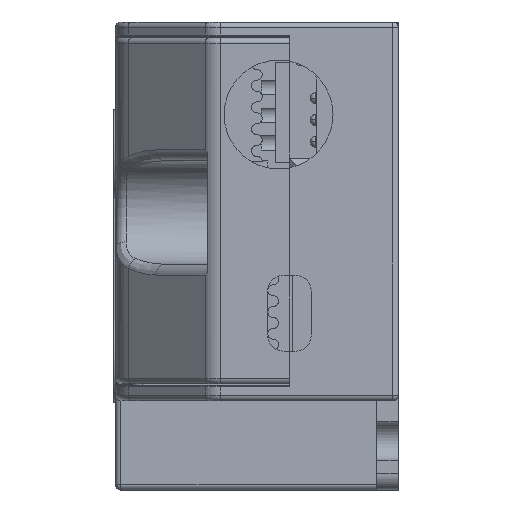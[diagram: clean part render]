
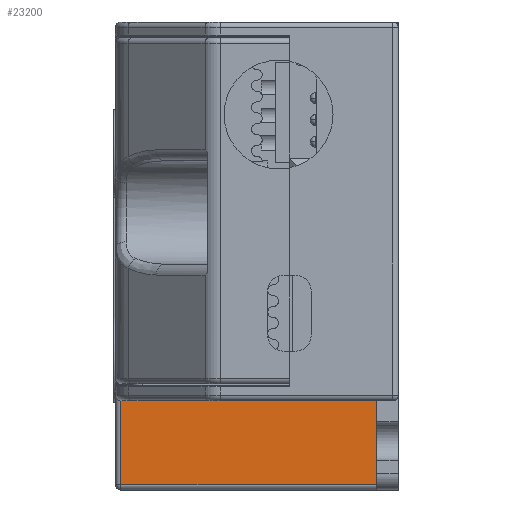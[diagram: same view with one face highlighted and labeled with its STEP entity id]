
A CAD part, left-side view. The second image highlights one B-rep face of the part: STEP entity #23200.
In plain terms, the highlighted planar face has unit normal (-1, 0, 0).
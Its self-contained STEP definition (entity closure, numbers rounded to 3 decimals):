
#4423 = PLANE('',#4424);
#4424 = AXIS2_PLACEMENT_3D('',#4425,#4426,#4427);
#4425 = CARTESIAN_POINT('',(0.,2.,0.));
#4426 = DIRECTION('',(0.,1.,0.));
#4427 = DIRECTION('',(1.,0.,0.));
#5680 = VERTEX_POINT('',#5681);
#5681 = CARTESIAN_POINT('',(-40.5,2.,-21.));
#5700 = CYLINDRICAL_SURFACE('',#5701,0.5);
#5701 = AXIS2_PLACEMENT_3D('',#5702,#5703,#5704);
#5702 = CARTESIAN_POINT('',(-40.,-39.108,-21.));
#5703 = DIRECTION('',(0.,1.,0.));
#5704 = DIRECTION('',(0.,0.,-1.));
#5712 = EDGE_CURVE('',#5680,#5713,#5715,.T.);
#5713 = VERTEX_POINT('',#5714);
#5714 = CARTESIAN_POINT('',(-40.5,2.,-12.3));
#5715 = SURFACE_CURVE('',#5716,(#5720,#5727),.PCURVE_S1.);
#5716 = LINE('',#5717,#5718);
#5717 = CARTESIAN_POINT('',(-40.5,2.,-21.));
#5718 = VECTOR('',#5719,1.);
#5719 = DIRECTION('',(0.,0.,1.));
#5720 = PCURVE('',#4423,#5721);
#5721 = DEFINITIONAL_REPRESENTATION('',(#5722),#5726);
#5722 = LINE('',#5723,#5724);
#5723 = CARTESIAN_POINT('',(-40.5,21.));
#5724 = VECTOR('',#5725,1.);
#5725 = DIRECTION('',(0.,-1.));
#5726 = ( GEOMETRIC_REPRESENTATION_CONTEXT(2) 
PARAMETRIC_REPRESENTATION_CONTEXT() REPRESENTATION_CONTEXT('2D SPACE',''
  ) );
#5727 = PCURVE('',#5728,#5733);
#5728 = PLANE('',#5729);
#5729 = AXIS2_PLACEMENT_3D('',#5730,#5731,#5732);
#5730 = CARTESIAN_POINT('',(-40.5,0.,-10.5));
#5731 = DIRECTION('',(-1.,0.,0.));
#5732 = DIRECTION('',(0.,0.,-1.));
#5733 = DEFINITIONAL_REPRESENTATION('',(#5734),#5738);
#5734 = LINE('',#5735,#5736);
#5735 = CARTESIAN_POINT('',(10.5,-2.));
#5736 = VECTOR('',#5737,1.);
#5737 = DIRECTION('',(-1.,-0.));
#5738 = ( GEOMETRIC_REPRESENTATION_CONTEXT(2) 
PARAMETRIC_REPRESENTATION_CONTEXT() REPRESENTATION_CONTEXT('2D SPACE',''
  ) );
#5756 = PLANE('',#5757);
#5757 = AXIS2_PLACEMENT_3D('',#5758,#5759,#5760);
#5758 = CARTESIAN_POINT('',(-48.5,18.,-12.3));
#5759 = DIRECTION('',(0.,0.,1.));
#5760 = DIRECTION('',(1.,0.,-0.));
#7988 = VERTEX_POINT('',#7989);
#7989 = CARTESIAN_POINT('',(-40.5,20.,-11.));
#7997 = PLANE('',#7998);
#7998 = AXIS2_PLACEMENT_3D('',#7999,#8000,#8001);
#7999 = CARTESIAN_POINT('',(0.,20.,0.));
#8000 = DIRECTION('',(0.,1.,0.));
#8001 = DIRECTION('',(-1.,0.,0.));
#8009 = CYLINDRICAL_SURFACE('',#8010,0.5);
#8010 = AXIS2_PLACEMENT_3D('',#8011,#8012,#8013);
#8011 = CARTESIAN_POINT('',(-41.,-33.894,-11.));
#8012 = DIRECTION('',(0.,1.,0.));
#8013 = DIRECTION('',(0.,-0.,1.));
#8102 = VERTEX_POINT('',#8103);
#8103 = CARTESIAN_POINT('',(-40.5,20.,-12.3));
#8124 = EDGE_CURVE('',#7988,#8102,#8125,.T.);
#8125 = SURFACE_CURVE('',#8126,(#8130,#8137),.PCURVE_S1.);
#8126 = LINE('',#8127,#8128);
#8127 = CARTESIAN_POINT('',(-40.5,20.,-11.));
#8128 = VECTOR('',#8129,1.);
#8129 = DIRECTION('',(0.,0.,-1.));
#8130 = PCURVE('',#7997,#8131);
#8131 = DEFINITIONAL_REPRESENTATION('',(#8132),#8136);
#8132 = LINE('',#8133,#8134);
#8133 = CARTESIAN_POINT('',(40.5,-11.));
#8134 = VECTOR('',#8135,1.);
#8135 = DIRECTION('',(0.,-1.));
#8136 = ( GEOMETRIC_REPRESENTATION_CONTEXT(2) 
PARAMETRIC_REPRESENTATION_CONTEXT() REPRESENTATION_CONTEXT('2D SPACE',''
  ) );
#8137 = PCURVE('',#5728,#8138);
#8138 = DEFINITIONAL_REPRESENTATION('',(#8139),#8143);
#8139 = LINE('',#8140,#8141);
#8140 = CARTESIAN_POINT('',(0.5,-20.));
#8141 = VECTOR('',#8142,1.);
#8142 = DIRECTION('',(1.,0.));
#8143 = ( GEOMETRIC_REPRESENTATION_CONTEXT(2) 
PARAMETRIC_REPRESENTATION_CONTEXT() REPRESENTATION_CONTEXT('2D SPACE',''
  ) );
#10295 = CYLINDRICAL_SURFACE('',#10296,0.5);
#10296 = AXIS2_PLACEMENT_3D('',#10297,#10298,#10299);
#10297 = CARTESIAN_POINT('',(-40.,24.,77.555));
#10298 = DIRECTION('',(0.,0.,-1.));
#10299 = DIRECTION('',(-1.,0.,0.));
#11135 = CYLINDRICAL_SURFACE('',#11136,0.5);
#11136 = AXIS2_PLACEMENT_3D('',#11137,#11138,#11139);
#11137 = CARTESIAN_POINT('',(-40.,25.5,-21.255));
#11138 = DIRECTION('',(0.,0.,1.));
#11139 = DIRECTION('',(0.,1.,0.));
#23075 = VERTEX_POINT('',#23076);
#23076 = CARTESIAN_POINT('',(-40.5,25.5,-21.));
#23148 = EDGE_CURVE('',#23075,#5680,#23149,.T.);
#23149 = SURFACE_CURVE('',#23150,(#23154,#23161),.PCURVE_S1.);
#23150 = LINE('',#23151,#23152);
#23151 = CARTESIAN_POINT('',(-40.5,25.5,-21.));
#23152 = VECTOR('',#23153,1.);
#23153 = DIRECTION('',(0.,-1.,0.));
#23154 = PCURVE('',#5700,#23155);
#23155 = DEFINITIONAL_REPRESENTATION('',(#23156),#23160);
#23156 = LINE('',#23157,#23158);
#23157 = CARTESIAN_POINT('',(1.571,64.608));
#23158 = VECTOR('',#23159,1.);
#23159 = DIRECTION('',(0.,-1.));
#23160 = ( GEOMETRIC_REPRESENTATION_CONTEXT(2) 
PARAMETRIC_REPRESENTATION_CONTEXT() REPRESENTATION_CONTEXT('2D SPACE',''
  ) );
#23161 = PCURVE('',#5728,#23162);
#23162 = DEFINITIONAL_REPRESENTATION('',(#23163),#23167);
#23163 = LINE('',#23164,#23165);
#23164 = CARTESIAN_POINT('',(10.5,-25.5));
#23165 = VECTOR('',#23166,1.);
#23166 = DIRECTION('',(0.,1.));
#23167 = ( GEOMETRIC_REPRESENTATION_CONTEXT(2) 
PARAMETRIC_REPRESENTATION_CONTEXT() REPRESENTATION_CONTEXT('2D SPACE',''
  ) );
#23200 = ADVANCED_FACE('',(#23201),#5728,.T.);
#23201 = FACE_BOUND('',#23202,.F.);
#23202 = EDGE_LOOP('',(#23203,#23226,#23227,#23248,#23249,#23250,#23273,
    #23301));
#23203 = ORIENTED_EDGE('',*,*,#23204,.F.);
#23204 = EDGE_CURVE('',#7988,#23205,#23207,.T.);
#23205 = VERTEX_POINT('',#23206);
#23206 = CARTESIAN_POINT('',(-40.5,24.,-11.));
#23207 = SURFACE_CURVE('',#23208,(#23212,#23219),.PCURVE_S1.);
#23208 = LINE('',#23209,#23210);
#23209 = CARTESIAN_POINT('',(-40.5,20.,-11.));
#23210 = VECTOR('',#23211,1.);
#23211 = DIRECTION('',(0.,1.,0.));
#23212 = PCURVE('',#5728,#23213);
#23213 = DEFINITIONAL_REPRESENTATION('',(#23214),#23218);
#23214 = LINE('',#23215,#23216);
#23215 = CARTESIAN_POINT('',(0.5,-20.));
#23216 = VECTOR('',#23217,1.);
#23217 = DIRECTION('',(0.,-1.));
#23218 = ( GEOMETRIC_REPRESENTATION_CONTEXT(2) 
PARAMETRIC_REPRESENTATION_CONTEXT() REPRESENTATION_CONTEXT('2D SPACE',''
  ) );
#23219 = PCURVE('',#8009,#23220);
#23220 = DEFINITIONAL_REPRESENTATION('',(#23221),#23225);
#23221 = LINE('',#23222,#23223);
#23222 = CARTESIAN_POINT('',(1.571,53.894));
#23223 = VECTOR('',#23224,1.);
#23224 = DIRECTION('',(0.,1.));
#23225 = ( GEOMETRIC_REPRESENTATION_CONTEXT(2) 
PARAMETRIC_REPRESENTATION_CONTEXT() REPRESENTATION_CONTEXT('2D SPACE',''
  ) );
#23226 = ORIENTED_EDGE('',*,*,#8124,.T.);
#23227 = ORIENTED_EDGE('',*,*,#23228,.F.);
#23228 = EDGE_CURVE('',#5713,#8102,#23229,.T.);
#23229 = SURFACE_CURVE('',#23230,(#23234,#23241),.PCURVE_S1.);
#23230 = LINE('',#23231,#23232);
#23231 = CARTESIAN_POINT('',(-40.5,2.,-12.3));
#23232 = VECTOR('',#23233,1.);
#23233 = DIRECTION('',(0.,1.,0.));
#23234 = PCURVE('',#5728,#23235);
#23235 = DEFINITIONAL_REPRESENTATION('',(#23236),#23240);
#23236 = LINE('',#23237,#23238);
#23237 = CARTESIAN_POINT('',(1.8,-2.));
#23238 = VECTOR('',#23239,1.);
#23239 = DIRECTION('',(0.,-1.));
#23240 = ( GEOMETRIC_REPRESENTATION_CONTEXT(2) 
PARAMETRIC_REPRESENTATION_CONTEXT() REPRESENTATION_CONTEXT('2D SPACE',''
  ) );
#23241 = PCURVE('',#5756,#23242);
#23242 = DEFINITIONAL_REPRESENTATION('',(#23243),#23247);
#23243 = LINE('',#23244,#23245);
#23244 = CARTESIAN_POINT('',(8.,-16.));
#23245 = VECTOR('',#23246,1.);
#23246 = DIRECTION('',(0.,1.));
#23247 = ( GEOMETRIC_REPRESENTATION_CONTEXT(2) 
PARAMETRIC_REPRESENTATION_CONTEXT() REPRESENTATION_CONTEXT('2D SPACE',''
  ) );
#23248 = ORIENTED_EDGE('',*,*,#5712,.F.);
#23249 = ORIENTED_EDGE('',*,*,#23148,.F.);
#23250 = ORIENTED_EDGE('',*,*,#23251,.T.);
#23251 = EDGE_CURVE('',#23075,#23252,#23254,.T.);
#23252 = VERTEX_POINT('',#23253);
#23253 = CARTESIAN_POINT('',(-40.5,25.5,-11.85));
#23254 = SURFACE_CURVE('',#23255,(#23259,#23266),.PCURVE_S1.);
#23255 = LINE('',#23256,#23257);
#23256 = CARTESIAN_POINT('',(-40.5,25.5,-21.));
#23257 = VECTOR('',#23258,1.);
#23258 = DIRECTION('',(0.,0.,1.));
#23259 = PCURVE('',#5728,#23260);
#23260 = DEFINITIONAL_REPRESENTATION('',(#23261),#23265);
#23261 = LINE('',#23262,#23263);
#23262 = CARTESIAN_POINT('',(10.5,-25.5));
#23263 = VECTOR('',#23264,1.);
#23264 = DIRECTION('',(-1.,0.));
#23265 = ( GEOMETRIC_REPRESENTATION_CONTEXT(2) 
PARAMETRIC_REPRESENTATION_CONTEXT() REPRESENTATION_CONTEXT('2D SPACE',''
  ) );
#23266 = PCURVE('',#11135,#23267);
#23267 = DEFINITIONAL_REPRESENTATION('',(#23268),#23272);
#23268 = LINE('',#23269,#23270);
#23269 = CARTESIAN_POINT('',(1.571,0.255));
#23270 = VECTOR('',#23271,1.);
#23271 = DIRECTION('',(0.,1.));
#23272 = ( GEOMETRIC_REPRESENTATION_CONTEXT(2) 
PARAMETRIC_REPRESENTATION_CONTEXT() REPRESENTATION_CONTEXT('2D SPACE',''
  ) );
#23273 = ORIENTED_EDGE('',*,*,#23274,.T.);
#23274 = EDGE_CURVE('',#23252,#23275,#23277,.T.);
#23275 = VERTEX_POINT('',#23276);
#23276 = CARTESIAN_POINT('',(-40.5,24.,-11.85));
#23277 = SURFACE_CURVE('',#23278,(#23282,#23289),.PCURVE_S1.);
#23278 = LINE('',#23279,#23280);
#23279 = CARTESIAN_POINT('',(-40.5,25.5,-11.85));
#23280 = VECTOR('',#23281,1.);
#23281 = DIRECTION('',(0.,-1.,0.));
#23282 = PCURVE('',#5728,#23283);
#23283 = DEFINITIONAL_REPRESENTATION('',(#23284),#23288);
#23284 = LINE('',#23285,#23286);
#23285 = CARTESIAN_POINT('',(1.35,-25.5));
#23286 = VECTOR('',#23287,1.);
#23287 = DIRECTION('',(0.,1.));
#23288 = ( GEOMETRIC_REPRESENTATION_CONTEXT(2) 
PARAMETRIC_REPRESENTATION_CONTEXT() REPRESENTATION_CONTEXT('2D SPACE',''
  ) );
#23289 = PCURVE('',#23290,#23295);
#23290 = CYLINDRICAL_SURFACE('',#23291,0.1);
#23291 = AXIS2_PLACEMENT_3D('',#23292,#23293,#23294);
#23292 = CARTESIAN_POINT('',(-40.4,25.656,-11.85));
#23293 = DIRECTION('',(0.,-1.,0.));
#23294 = DIRECTION('',(0.,0.,1.));
#23295 = DEFINITIONAL_REPRESENTATION('',(#23296),#23300);
#23296 = LINE('',#23297,#23298);
#23297 = CARTESIAN_POINT('',(1.571,0.156));
#23298 = VECTOR('',#23299,1.);
#23299 = DIRECTION('',(0.,1.));
#23300 = ( GEOMETRIC_REPRESENTATION_CONTEXT(2) 
PARAMETRIC_REPRESENTATION_CONTEXT() REPRESENTATION_CONTEXT('2D SPACE',''
  ) );
#23301 = ORIENTED_EDGE('',*,*,#23302,.F.);
#23302 = EDGE_CURVE('',#23205,#23275,#23303,.T.);
#23303 = SURFACE_CURVE('',#23304,(#23308,#23315),.PCURVE_S1.);
#23304 = LINE('',#23305,#23306);
#23305 = CARTESIAN_POINT('',(-40.5,24.,-11.));
#23306 = VECTOR('',#23307,1.);
#23307 = DIRECTION('',(0.,0.,-1.));
#23308 = PCURVE('',#5728,#23309);
#23309 = DEFINITIONAL_REPRESENTATION('',(#23310),#23314);
#23310 = LINE('',#23311,#23312);
#23311 = CARTESIAN_POINT('',(0.5,-24.));
#23312 = VECTOR('',#23313,1.);
#23313 = DIRECTION('',(1.,0.));
#23314 = ( GEOMETRIC_REPRESENTATION_CONTEXT(2) 
PARAMETRIC_REPRESENTATION_CONTEXT() REPRESENTATION_CONTEXT('2D SPACE',''
  ) );
#23315 = PCURVE('',#10295,#23316);
#23316 = DEFINITIONAL_REPRESENTATION('',(#23317),#23321);
#23317 = LINE('',#23318,#23319);
#23318 = CARTESIAN_POINT('',(0.,88.555));
#23319 = VECTOR('',#23320,1.);
#23320 = DIRECTION('',(0.,1.));
#23321 = ( GEOMETRIC_REPRESENTATION_CONTEXT(2) 
PARAMETRIC_REPRESENTATION_CONTEXT() REPRESENTATION_CONTEXT('2D SPACE',''
  ) );
